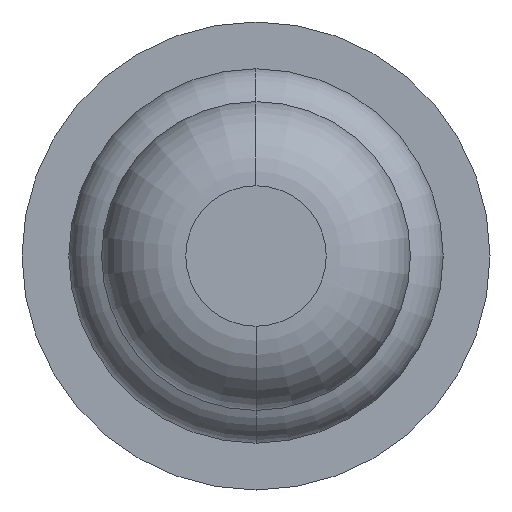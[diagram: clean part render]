
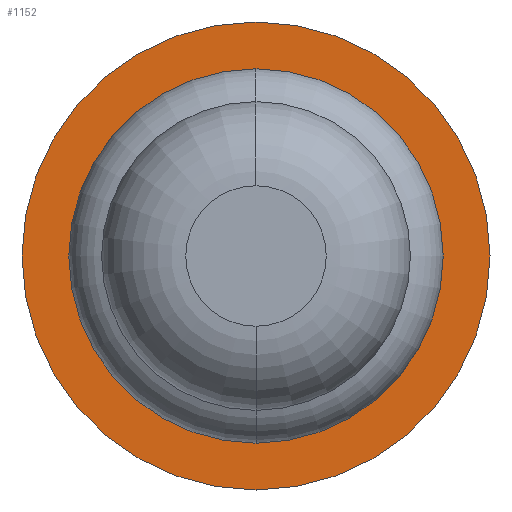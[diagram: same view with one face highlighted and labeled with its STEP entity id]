
A CAD part, front view. The second image highlights one B-rep face of the part: STEP entity #1152.
In plain terms, the highlighted planar face has unit normal (0, -1, 0).
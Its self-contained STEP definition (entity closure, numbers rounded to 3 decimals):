
#31 = CIRCLE ( 'NONE', #480, 1.25 ) ;
#65 = VERTEX_POINT ( 'NONE', #3082 ) ;
#126 = AXIS2_PLACEMENT_3D ( 'NONE', #780, #3218, #1084 ) ;
#157 = DIRECTION ( 'NONE',  ( 0., 1., 0. ) ) ;
#172 = EDGE_CURVE ( 'Defeature ausgef�hrt1_12+Defeature ausgef�hrt1_13+Defeature ausgef�hrt1_13+Defeature ausgef�hrt1_13', #926, #65, #31, .T. ) ;
#214 = FACE_OUTER_BOUND ( 'NONE', #1390, .T. ) ;
#269 = VERTEX_POINT ( 'NONE', #2990 ) ;
#480 = AXIS2_PLACEMENT_3D ( 'NONE', #2305, #1393, #2914 ) ;
#641 = EDGE_CURVE ( 'Defeature ausgef�hrt1_13+Defeature ausgef�hrt1_10+Defeature ausgef�hrt1_10+Defeature ausgef�hrt1_10', #269, #3474, #1480, .T. ) ;
#688 = ORIENTED_EDGE ( 'NONE', *, *, #1648, .F. ) ;
#780 = CARTESIAN_POINT ( 'NONE',  ( 0., 5., 0. ) ) ;
#926 = VERTEX_POINT ( 'NONE', #1154 ) ;
#1031 = AXIS2_PLACEMENT_3D ( 'NONE', #2317, #3828, #1418 ) ;
#1084 = DIRECTION ( 'NONE',  ( -1., 0., 0. ) ) ;
#1089 = CIRCLE ( 'NONE', #126, 0.64 ) ;
#1152 = ADVANCED_FACE ( 'Defeature ausgef�hrt1_13', ( #214, #1613 ), #3133, .F. ) ;
#1154 = CARTESIAN_POINT ( 'NONE',  ( -1.25, 5., 0. ) ) ;
#1207 = EDGE_LOOP ( 'NONE', ( #2035, #2208 ) ) ;
#1320 = CARTESIAN_POINT ( 'NONE',  ( 1.25, 5., 0. ) ) ;
#1390 = EDGE_LOOP ( 'NONE', ( #2678, #688 ) ) ;
#1393 = DIRECTION ( 'NONE',  ( 0., 1., 0. ) ) ;
#1418 = DIRECTION ( 'NONE',  ( -1., 0., 0. ) ) ;
#1480 = CIRCLE ( 'NONE', #2779, 0.64 ) ;
#1613 = FACE_BOUND ( 'NONE', #1207, .T. ) ;
#1648 = EDGE_CURVE ( 'Defeature ausgef�hrt1_12+Defeature ausgef�hrt1_13+Defeature ausgef�hrt1_13+Defeature ausgef�hrt1_13', #65, #926, #2808, .T. ) ;
#1887 = CARTESIAN_POINT ( 'NONE',  ( -0.64, 5., 0. ) ) ;
#1957 = DIRECTION ( 'NONE',  ( -1., 0., 0. ) ) ;
#2035 = ORIENTED_EDGE ( 'NONE', *, *, #2720, .T. ) ;
#2208 = ORIENTED_EDGE ( 'NONE', *, *, #641, .T. ) ;
#2305 = CARTESIAN_POINT ( 'NONE',  ( 0., 5., 0. ) ) ;
#2317 = CARTESIAN_POINT ( 'NONE',  ( 0., 5., 0. ) ) ;
#2678 = ORIENTED_EDGE ( 'NONE', *, *, #172, .F. ) ;
#2720 = EDGE_CURVE ( 'Defeature ausgef�hrt1_13+Defeature ausgef�hrt1_10+Defeature ausgef�hrt1_10+Defeature ausgef�hrt1_10', #3474, #269, #1089, .T. ) ;
#2779 = AXIS2_PLACEMENT_3D ( 'NONE', #2870, #157, #1957 ) ;
#2808 = CIRCLE ( 'NONE', #1031, 1.25 ) ;
#2865 = DIRECTION ( 'NONE',  ( -1., 0., 0. ) ) ;
#2870 = CARTESIAN_POINT ( 'NONE',  ( 0., 5., 0. ) ) ;
#2914 = DIRECTION ( 'NONE',  ( -1., 0., 0. ) ) ;
#2990 = CARTESIAN_POINT ( 'NONE',  ( 0.64, 5., 0. ) ) ;
#3082 = CARTESIAN_POINT ( 'NONE',  ( 1.25, 5., 0. ) ) ;
#3133 = PLANE ( 'NONE',  #3458 ) ;
#3218 = DIRECTION ( 'NONE',  ( 0., 1., 0. ) ) ;
#3458 = AXIS2_PLACEMENT_3D ( 'NONE', #1320, #3734, #2865 ) ;
#3474 = VERTEX_POINT ( 'NONE', #1887 ) ;
#3734 = DIRECTION ( 'NONE',  ( 0., 1., 0. ) ) ;
#3828 = DIRECTION ( 'NONE',  ( 0., 1., 0. ) ) ;
